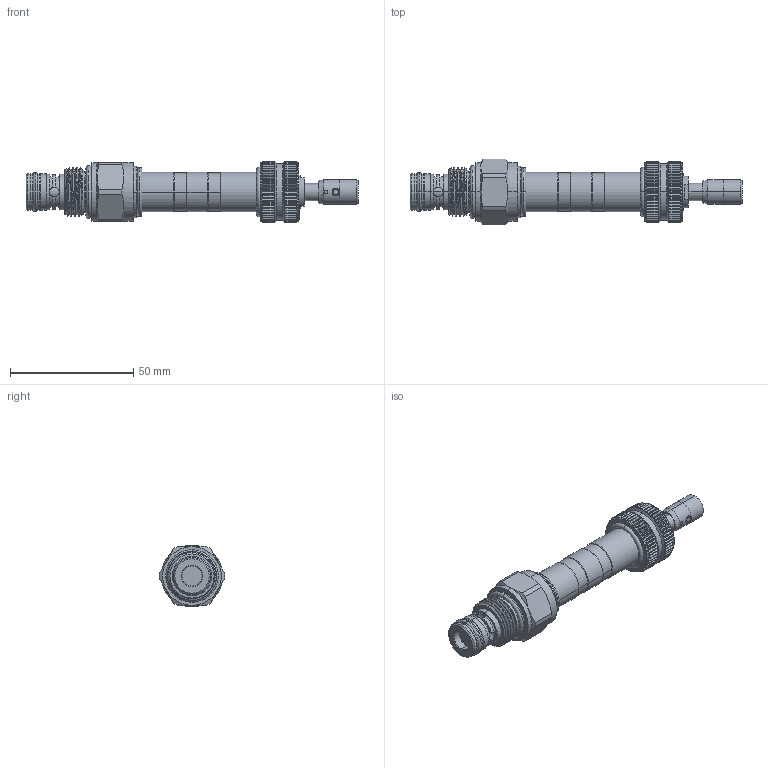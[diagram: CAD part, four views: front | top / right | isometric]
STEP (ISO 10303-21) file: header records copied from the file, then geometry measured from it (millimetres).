
FILE_DESCRIPTION (( 'STEP AP203' ), '1' );
FILE_NAME ('EP20M2C51T04.STEP', '2020-03-31T05:20:49', ( '' ), ( '' ), 'SwSTEP 2.0', 'SolidWorks 2018', '' );
FILE_SCHEMA (( 'CONFIG_CONTROL_DESIGN' ));
Length unit declared in the file: millimetre
Products named in the file (1): EP20M2C51T04
Bounding box: 134.75 x 26.66 x 25 mm (x, y, z)
Volume: 32972.8 mm3; surface area: 11658.1 mm2
Topology: 5 solids, 5 shells, 1049 faces, 2757 edges, 1742 vertices
Faces by surface type: plane 439, cylinder 430, cone 148, torus 24, bspline 8
Full cylindrical faces by diameter (mm): 16 x1
Entity records: 36274 total; most frequent: CARTESIAN_POINT 11199, ORIENTED_EDGE 5514, DIRECTION 4945, EDGE_CURVE 2757, AXIS2_PLACEMENT_3D 1916, VERTEX_POINT 1743, VECTOR 1113, LINE 1113
